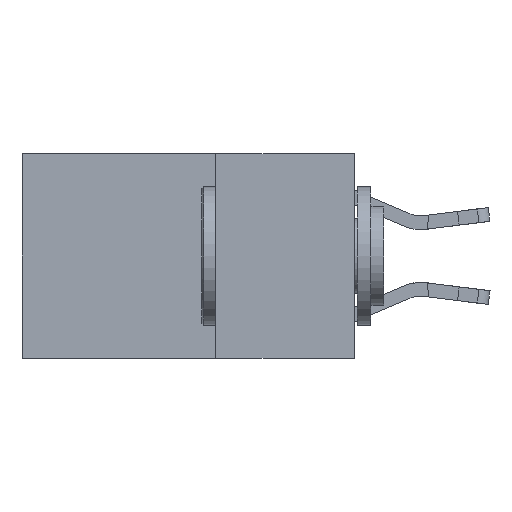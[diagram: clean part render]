
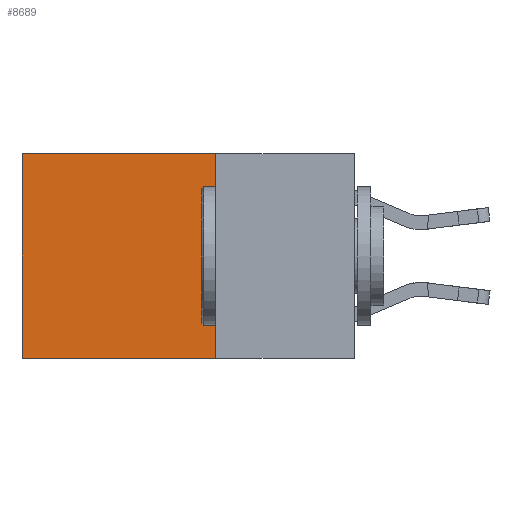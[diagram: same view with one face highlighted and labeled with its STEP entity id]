
A CAD part, left-side view. The second image highlights one B-rep face of the part: STEP entity #8689.
In plain terms, the highlighted planar face has unit normal (-1, 0, 0).
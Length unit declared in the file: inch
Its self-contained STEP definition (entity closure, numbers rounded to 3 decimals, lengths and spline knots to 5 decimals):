
#798 = DIRECTION ( 'NONE',  ( 0., 1., 0. ) ) ;
#1075 = VERTEX_POINT ( 'NONE', #24944 ) ;
#1365 = CARTESIAN_POINT ( 'NONE',  ( 0.2625, 0.6, -0.37 ) ) ;
#2597 = LINE ( 'NONE', #9342, #4196 ) ;
#2986 = FACE_OUTER_BOUND ( 'NONE', #12404, .T. ) ;
#3139 = DIRECTION ( 'NONE',  ( 0., 0., -1. ) ) ;
#4196 = VECTOR ( 'NONE', #26805, 39.37008 ) ;
#4388 = AXIS2_PLACEMENT_3D ( 'NONE', #7351, #9604, #3139 ) ;
#5169 = LINE ( 'NONE', #22050, #21853 ) ;
#5756 = DIRECTION ( 'NONE',  ( 0., 0., -1. ) ) ;
#5888 = CARTESIAN_POINT ( 'NONE',  ( 0.2625, 0.6, 0. ) ) ;
#6224 = EDGE_CURVE ( 'NONE', #24109, #1075, #5169, .T. ) ;
#6307 = LINE ( 'NONE', #8011, #22452 ) ;
#7351 = CARTESIAN_POINT ( 'NONE',  ( 0.2625, 0.25, 0. ) ) ;
#8011 = CARTESIAN_POINT ( 'NONE',  ( 0.2625, 0.25, 0. ) ) ;
#8278 = DIRECTION ( 'NONE',  ( 0., 0., -1. ) ) ;
#8689 = ADVANCED_FACE ( 'NONE', ( #2986 ), #16494, .F. ) ;
#9342 = CARTESIAN_POINT ( 'NONE',  ( 0.2625, 0.25, -0.37 ) ) ;
#9604 = DIRECTION ( 'NONE',  ( 1., 0., 0. ) ) ;
#12404 = EDGE_LOOP ( 'NONE', ( #13333, #13479, #15029, #19049 ) ) ;
#13333 = ORIENTED_EDGE ( 'NONE', *, *, #15906, .T. ) ;
#13479 = ORIENTED_EDGE ( 'NONE', *, *, #15306, .F. ) ;
#13496 = CARTESIAN_POINT ( 'NONE',  ( 0.2625, 0.25, -0.37 ) ) ;
#15029 = ORIENTED_EDGE ( 'NONE', *, *, #20582, .F. ) ;
#15306 = EDGE_CURVE ( 'NONE', #24053, #22543, #2597, .T. ) ;
#15906 = EDGE_CURVE ( 'NONE', #1075, #22543, #25454, .T. ) ;
#16349 = VECTOR ( 'NONE', #5756, 39.37008 ) ;
#16494 = PLANE ( 'NONE',  #4388 ) ;
#19049 = ORIENTED_EDGE ( 'NONE', *, *, #6224, .T. ) ;
#20582 = EDGE_CURVE ( 'NONE', #24109, #24053, #6307, .T. ) ;
#21853 = VECTOR ( 'NONE', #798, 39.37008 ) ;
#22050 = CARTESIAN_POINT ( 'NONE',  ( 0.2625, 0.25, 0. ) ) ;
#22452 = VECTOR ( 'NONE', #8278, 39.37008 ) ;
#22543 = VERTEX_POINT ( 'NONE', #1365 ) ;
#24053 = VERTEX_POINT ( 'NONE', #13496 ) ;
#24109 = VERTEX_POINT ( 'NONE', #24495 ) ;
#24495 = CARTESIAN_POINT ( 'NONE',  ( 0.2625, 0.25, 0. ) ) ;
#24944 = CARTESIAN_POINT ( 'NONE',  ( 0.2625, 0.6, 0. ) ) ;
#25454 = LINE ( 'NONE', #5888, #16349 ) ;
#26805 = DIRECTION ( 'NONE',  ( 0., 1., 0. ) ) ;
